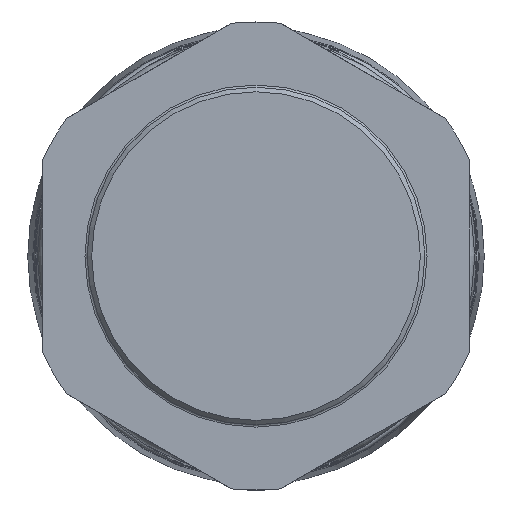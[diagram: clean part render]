
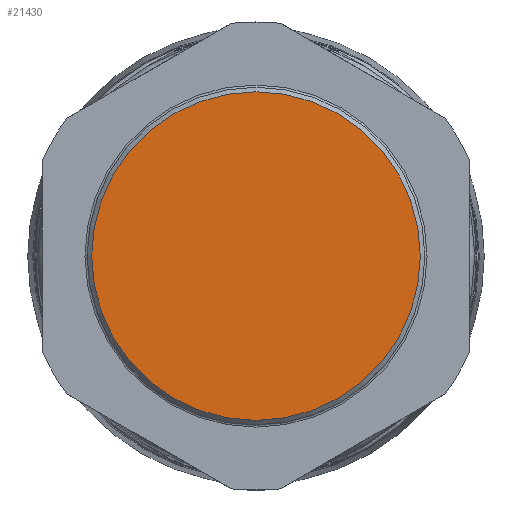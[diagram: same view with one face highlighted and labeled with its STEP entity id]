
A CAD part, left-side view. The second image highlights one B-rep face of the part: STEP entity #21430.
In plain terms, the highlighted planar face has unit normal (-1, 0, 0).
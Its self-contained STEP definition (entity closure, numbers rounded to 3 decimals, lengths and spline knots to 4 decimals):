
#1001=CIRCLE('',#22619,1.437);
#1002=CIRCLE('',#22620,1.437);
#2535=FACE_OUTER_BOUND('',#3740,.T.);
#3740=EDGE_LOOP('',(#16012,#16013));
#8474=VERTEX_POINT('',#38431);
#8475=VERTEX_POINT('',#38432);
#11166=EDGE_CURVE('',#8474,#8475,#1001,.T.);
#11167=EDGE_CURVE('',#8475,#8474,#1002,.T.);
#16012=ORIENTED_EDGE('',*,*,#11166,.F.);
#16013=ORIENTED_EDGE('',*,*,#11167,.F.);
#19577=PLANE('',#22618);
#21430=ADVANCED_FACE('',(#2535),#19577,.T.);
#22618=AXIS2_PLACEMENT_3D('',#38430,#25753,#25754);
#22619=AXIS2_PLACEMENT_3D('',#38433,#25755,#25756);
#22620=AXIS2_PLACEMENT_3D('',#38434,#25757,#25758);
#25753=DIRECTION('center_axis',(-1.,0.,0.));
#25754=DIRECTION('ref_axis',(0.,0.,-1.));
#25755=DIRECTION('center_axis',(1.,0.,0.));
#25756=DIRECTION('ref_axis',(0.,0.,1.));
#25757=DIRECTION('center_axis',(1.,0.,0.));
#25758=DIRECTION('ref_axis',(0.,0.,1.));
#38430=CARTESIAN_POINT('Origin',(-3.0932,-1.437,0.));
#38431=CARTESIAN_POINT('',(-3.0932,-1.437,0.));
#38432=CARTESIAN_POINT('',(-3.0932,1.437,0.));
#38433=CARTESIAN_POINT('Origin',(-3.0932,0.,
0.));
#38434=CARTESIAN_POINT('Origin',(-3.0932,0.,
0.));
